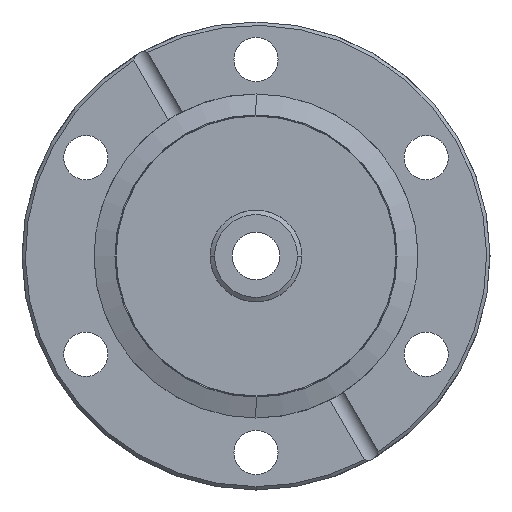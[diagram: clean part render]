
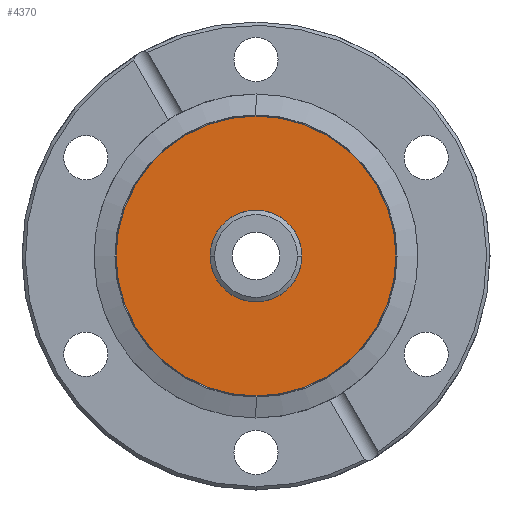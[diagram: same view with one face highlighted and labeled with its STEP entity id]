
A CAD part, left-side view. The second image highlights one B-rep face of the part: STEP entity #4370.
In plain terms, the highlighted planar face has unit normal (-1, 0, 0).
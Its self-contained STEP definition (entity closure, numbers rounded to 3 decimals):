
#41 = DIRECTION ( 'NONE',  ( 0., 0., 1. ) ) ;
#150 = AXIS2_PLACEMENT_3D ( 'NONE', #159, #2917, #557 ) ;
#158 = EDGE_CURVE ( 'NONE', #4948, #301, #4421, .T. ) ;
#159 = CARTESIAN_POINT ( 'NONE',  ( 1.2, 0., 0. ) ) ;
#301 = VERTEX_POINT ( 'NONE', #3138 ) ;
#502 = PLANE ( 'NONE',  #1830 ) ;
#557 = DIRECTION ( 'NONE',  ( 0., 0., 1. ) ) ;
#603 = FACE_BOUND ( 'NONE', #2160, .T. ) ;
#1252 = CIRCLE ( 'NONE', #1961, 20.898 ) ;
#1345 = VERTEX_POINT ( 'NONE', #3508 ) ;
#1466 = ORIENTED_EDGE ( 'NONE', *, *, #3232, .T. ) ;
#1471 = CARTESIAN_POINT ( 'NONE',  ( 1.2, 0., 20.898 ) ) ;
#1613 = ORIENTED_EDGE ( 'NONE', *, *, #158, .F. ) ;
#1622 = DIRECTION ( 'NONE',  ( -1., 0., 0. ) ) ;
#1623 = EDGE_LOOP ( 'NONE', ( #2532, #1466 ) ) ;
#1830 = AXIS2_PLACEMENT_3D ( 'NONE', #2075, #4840, #2473 ) ;
#1961 = AXIS2_PLACEMENT_3D ( 'NONE', #3986, #1622, #4382 ) ;
#2075 = CARTESIAN_POINT ( 'NONE',  ( 1.2, 0., 0. ) ) ;
#2115 = DIRECTION ( 'NONE',  ( -1., 0., 0. ) ) ;
#2160 = EDGE_LOOP ( 'NONE', ( #2652, #1613 ) ) ;
#2212 = CIRCLE ( 'NONE', #150, 6.86 ) ;
#2258 = EDGE_CURVE ( 'NONE', #301, #4948, #2212, .T. ) ;
#2371 = DIRECTION ( 'NONE',  ( -1., 0., 0. ) ) ;
#2473 = DIRECTION ( 'NONE',  ( 0., 0., 1. ) ) ;
#2532 = ORIENTED_EDGE ( 'NONE', *, *, #4227, .T. ) ;
#2652 = ORIENTED_EDGE ( 'NONE', *, *, #2258, .F. ) ;
#2723 = VERTEX_POINT ( 'NONE', #1471 ) ;
#2917 = DIRECTION ( 'NONE',  ( -1., 0., 0. ) ) ;
#3138 = CARTESIAN_POINT ( 'NONE',  ( 1.2, 0., 6.86 ) ) ;
#3232 = EDGE_CURVE ( 'NONE', #1345, #2723, #1252, .T. ) ;
#3508 = CARTESIAN_POINT ( 'NONE',  ( 1.2, 0., -20.898 ) ) ;
#3986 = CARTESIAN_POINT ( 'NONE',  ( 1.2, 0., 0. ) ) ;
#4138 = AXIS2_PLACEMENT_3D ( 'NONE', #4483, #2115, #4876 ) ;
#4227 = EDGE_CURVE ( 'NONE', #2723, #1345, #4228, .T. ) ;
#4228 = CIRCLE ( 'NONE', #4932, 20.898 ) ;
#4370 = ADVANCED_FACE ( 'NONE', ( #603, #4791 ), #502, .T. ) ;
#4382 = DIRECTION ( 'NONE',  ( 0., 0., 1. ) ) ;
#4421 = CIRCLE ( 'NONE', #4138, 6.86 ) ;
#4483 = CARTESIAN_POINT ( 'NONE',  ( 1.2, 0., 0. ) ) ;
#4731 = CARTESIAN_POINT ( 'NONE',  ( 1.2, 0., 0. ) ) ;
#4791 = FACE_OUTER_BOUND ( 'NONE', #1623, .T. ) ;
#4840 = DIRECTION ( 'NONE',  ( -1., 0., 0. ) ) ;
#4876 = DIRECTION ( 'NONE',  ( 0., 0., 1. ) ) ;
#4915 = CARTESIAN_POINT ( 'NONE',  ( 1.2, 0., -6.86 ) ) ;
#4932 = AXIS2_PLACEMENT_3D ( 'NONE', #4731, #2371, #41 ) ;
#4948 = VERTEX_POINT ( 'NONE', #4915 ) ;
